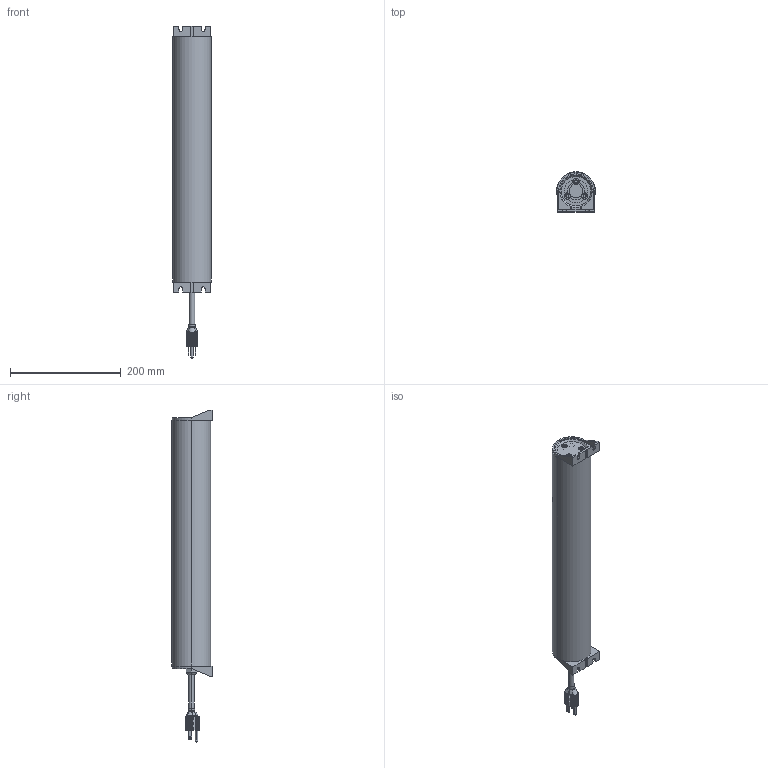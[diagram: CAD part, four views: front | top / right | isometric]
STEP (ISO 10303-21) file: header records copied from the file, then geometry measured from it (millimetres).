
FILE_DESCRIPTION((''),'2;1');
FILE_NAME('194189_ASM','2016-03-29T',('PDMAdmin'),(''),'PRO/ENGINEER BY PARAMETRIC TECHNOLOGY CORPORATION, 2013230','PRO/ENGINEER BY PARAMETRIC TECHNOLOGY CORPORATION, 2013230','');
FILE_SCHEMA(('CONFIG_CONTROL_DESIGN'));
Length unit declared in the file: millimetre
Products named in the file (15): 71289_END___; 71289_ENDCAP___; 71289_RUBBER_RING___; 71289_END____ASM; 71289_TUBE___; 71289_LIGHT___; 71289_END_WIRE___; 71289_ENDCAP_WIRE___; 71289_END_WIRE____ASM; 71289_STRAIN_RELIEF_1___; 71289_STRAIN_RELIEF_2___; 71289_ASM; HFF-CABLE; 3PR_PLUG_AC; 194189_ASM
Assembly tree (15 placements, depth 4):
  194189_ASM
    71289_ASM
      71289_END____ASM
        71289_END___
        71289_ENDCAP___
        71289_RUBBER_RING___
      71289_TUBE___
      71289_LIGHT___
      71289_END_WIRE____ASM
        71289_END_WIRE___
        71289_ENDCAP_WIRE___
        71289_RUBBER_RING___
      71289_STRAIN_RELIEF_1___
      71289_STRAIN_RELIEF_2___
    HFF-CABLE
    3PR_PLUG_AC
Bounding box: 70 x 72.25 x 599 mm (x, y, z)
Volume: 637219.1 mm3; surface area: 382667 mm2
Topology: 12 solids, 12 shells, 1337 faces, 3694 edges, 2426 vertices
Faces by surface type: plane 706, cylinder 522, bspline 76, torus 29, cone 4
Entity records: 47489 total; most frequent: CARTESIAN_POINT 11985, DIRECTION 7526, ORIENTED_EDGE 7372, EDGE_CURVE 3686, AXIS2_PLACEMENT_3D 2697, VERTEX_POINT 2422, VECTOR 2132, LINE 2132
